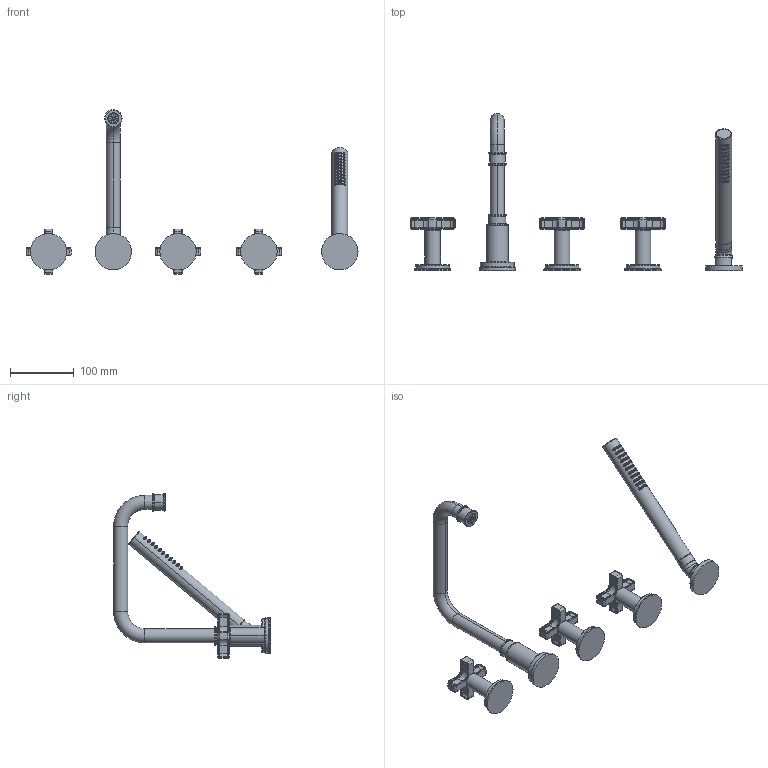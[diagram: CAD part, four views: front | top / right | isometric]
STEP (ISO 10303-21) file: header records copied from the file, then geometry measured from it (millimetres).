
FILE_DESCRIPTION((''),'2;1');
FILE_NAME('3-3287','2021-09-09T11:31:44',('jinson.thomas'),(''),'CREO PARAMETRIC BY PTC INC, 2018400','CREO PARAMETRIC BY PTC INC, 2018400','');
FILE_SCHEMA(('CONFIG_CONTROL_DESIGN'));
Length unit declared in the file: inch
Products named in the file (1): 3-3287
Bounding box: 521.28 x 246.32 x 258.77 mm (x, y, z)
Volume: 612041.2 mm3; surface area: 133604.3 mm2
Topology: 5 solids, 5 shells, 1574 faces, 3588 edges, 2114 vertices
Faces by surface type: bspline 632, cylinder 554, torus 230, plane 152, cone 6
Entity records: 100448 total; most frequent: CARTESIAN_POINT 68884, ORIENTED_EDGE 7176, DIRECTION 5492, EDGE_CURVE 3588, AXIS2_PLACEMENT_3D 2186, VERTEX_POINT 2114, EDGE_LOOP 1688, FACE_OUTER_BOUND 1574
